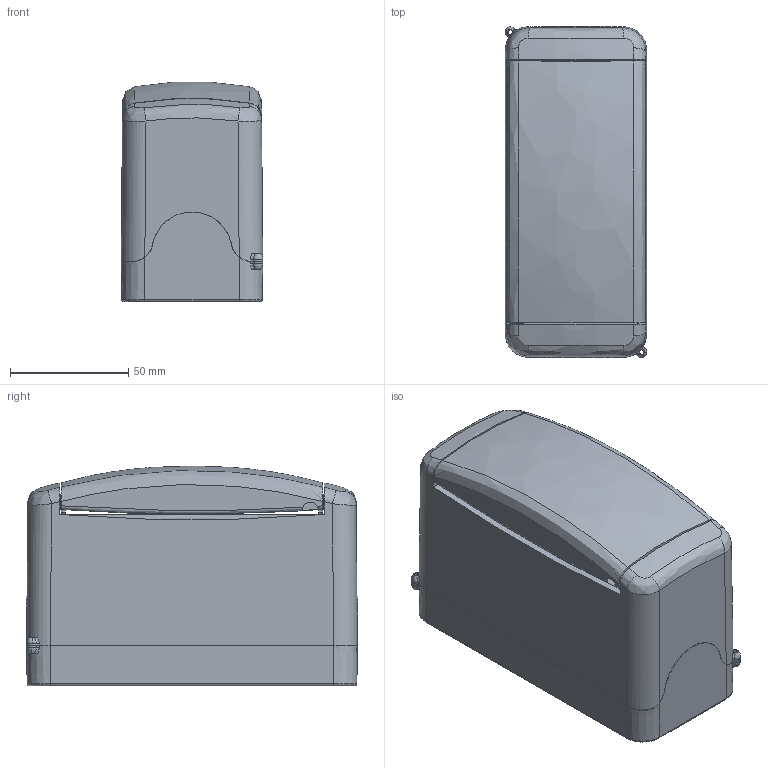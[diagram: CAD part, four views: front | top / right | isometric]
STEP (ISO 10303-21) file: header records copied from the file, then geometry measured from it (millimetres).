
FILE_DESCRIPTION (( 'STEP AP214' ), '1' );
FILE_NAME ('2 mod.STEP', '2023-09-11T10:19:12', ( '' ), ( '' ), 'SwSTEP 2.0', 'SolidWorks 2022', '' );
FILE_SCHEMA (( 'AUTOMOTIVE_DESIGN' ));
Length unit declared in the file: millimetre
Products named in the file (7): Крышка 2Ucp_160201_без уклонов; 2 mod; Корпус 2Ucp_160126_Уклоны; Plate 2uc; Саморез 3х16; Дверца 2Ucp_160126_уклоны; Микрик АББ_Закрыт
Assembly tree (7 placements, depth 2):
  2 mod
    Корпус 2Ucp_160126_Уклоны
    Крышка 2Ucp_160201_без уклонов
    Дверца 2Ucp_160126_уклоны
    Микрик АББ_Закрыт
    Саморез 3х16  x2
    Plate 2uc
Bounding box: 60 x 140.37 x 92.91 mm (x, y, z)
Volume: 115844.1 mm3; surface area: 132619.1 mm2
Topology: 7 solids, 7 shells, 1285 faces, 3444 edges, 2139 vertices
Faces by surface type: plane 632, cylinder 231, bspline 183, cone 134, torus 99, sphere 6
Entity records: 49730 total; most frequent: CARTESIAN_POINT 20107, ORIENTED_EDGE 6676, DIRECTION 5350, EDGE_CURVE 3338, VERTEX_POINT 2101, VECTOR 1862, LINE 1862, AXIS2_PLACEMENT_3D 1744
